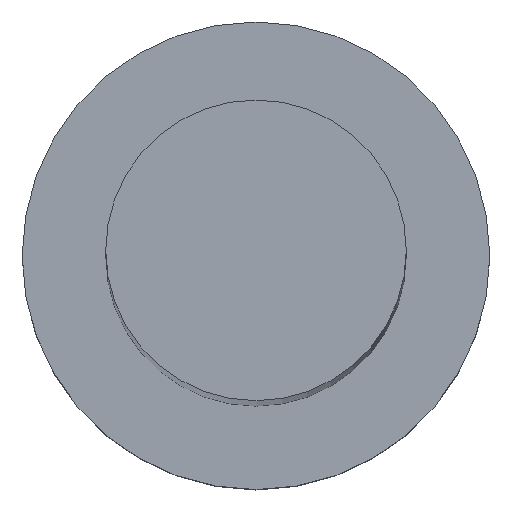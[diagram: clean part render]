
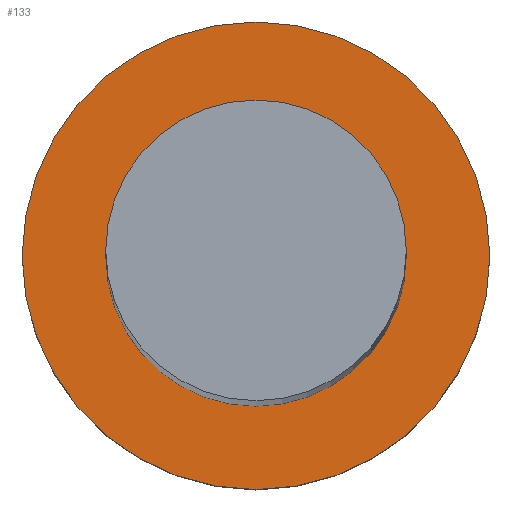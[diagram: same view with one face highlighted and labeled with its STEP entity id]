
A CAD part, top view. The second image highlights one B-rep face of the part: STEP entity #133.
In plain terms, the highlighted planar face has unit normal (0, 0, 1).
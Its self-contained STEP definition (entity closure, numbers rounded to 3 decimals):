
#10 = CARTESIAN_POINT ( 'NONE',  ( 4.5, 0., 6.5 ) ) ;
#13 = AXIS2_PLACEMENT_3D ( 'NONE', #38, #57, #78 ) ;
#19 = AXIS2_PLACEMENT_3D ( 'NONE', #41, #100, #137 ) ;
#30 = PLANE ( 'NONE',  #121 ) ;
#38 = CARTESIAN_POINT ( 'NONE',  ( 0., 0., 6.5 ) ) ;
#41 = CARTESIAN_POINT ( 'NONE',  ( 0., 0., 6.5 ) ) ;
#55 = CARTESIAN_POINT ( 'NONE',  ( 7., 0., 6.5 ) ) ;
#57 = DIRECTION ( 'NONE',  ( 0., 0., 1. ) ) ;
#62 = ORIENTED_EDGE ( 'NONE', *, *, #230, .F. ) ;
#66 = VERTEX_POINT ( 'NONE', #10 ) ;
#67 = DIRECTION ( 'NONE',  ( 1., 0., 0. ) ) ;
#71 = DIRECTION ( 'NONE',  ( 0., 0., 1. ) ) ;
#74 = FACE_BOUND ( 'NONE', #107, .T. ) ;
#77 = CIRCLE ( 'NONE', #153, 4.5 ) ;
#78 = DIRECTION ( 'NONE',  ( 1., 0., 0. ) ) ;
#85 = AXIS2_PLACEMENT_3D ( 'NONE', #237, #185, #67 ) ;
#86 = ORIENTED_EDGE ( 'NONE', *, *, #88, .F. ) ;
#88 = EDGE_CURVE ( 'NONE', #66, #158, #77, .T. ) ;
#90 = DIRECTION ( 'NONE',  ( 0., 0., 1. ) ) ;
#97 = FACE_OUTER_BOUND ( 'NONE', #141, .T. ) ;
#100 = DIRECTION ( 'NONE',  ( 0., 0., 1. ) ) ;
#107 = EDGE_LOOP ( 'NONE', ( #62, #86 ) ) ;
#110 = CARTESIAN_POINT ( 'NONE',  ( 0., 0., 6.5 ) ) ;
#112 = ORIENTED_EDGE ( 'NONE', *, *, #191, .T. ) ;
#121 = AXIS2_PLACEMENT_3D ( 'NONE', #110, #71, #225 ) ;
#123 = CIRCLE ( 'NONE', #19, 7. ) ;
#133 = ADVANCED_FACE ( 'NONE', ( #74, #97 ), #30, .T. ) ;
#137 = DIRECTION ( 'NONE',  ( 1., 0., 0. ) ) ;
#141 = EDGE_LOOP ( 'NONE', ( #238, #112 ) ) ;
#144 = VERTEX_POINT ( 'NONE', #244 ) ;
#153 = AXIS2_PLACEMENT_3D ( 'NONE', #240, #90, #197 ) ;
#158 = VERTEX_POINT ( 'NONE', #215 ) ;
#160 = VERTEX_POINT ( 'NONE', #55 ) ;
#176 = CIRCLE ( 'NONE', #85, 7. ) ;
#185 = DIRECTION ( 'NONE',  ( 0., 0., 1. ) ) ;
#191 = EDGE_CURVE ( 'NONE', #160, #144, #176, .T. ) ;
#197 = DIRECTION ( 'NONE',  ( 1., 0., 0. ) ) ;
#215 = CARTESIAN_POINT ( 'NONE',  ( -4.5, 0., 6.5 ) ) ;
#225 = DIRECTION ( 'NONE',  ( 1., 0., 0. ) ) ;
#230 = EDGE_CURVE ( 'NONE', #158, #66, #250, .T. ) ;
#237 = CARTESIAN_POINT ( 'NONE',  ( 0., 0., 6.5 ) ) ;
#238 = ORIENTED_EDGE ( 'NONE', *, *, #251, .T. ) ;
#240 = CARTESIAN_POINT ( 'NONE',  ( 0., 0., 6.5 ) ) ;
#244 = CARTESIAN_POINT ( 'NONE',  ( -7., 0., 6.5 ) ) ;
#250 = CIRCLE ( 'NONE', #13, 4.5 ) ;
#251 = EDGE_CURVE ( 'NONE', #144, #160, #123, .T. ) ;
